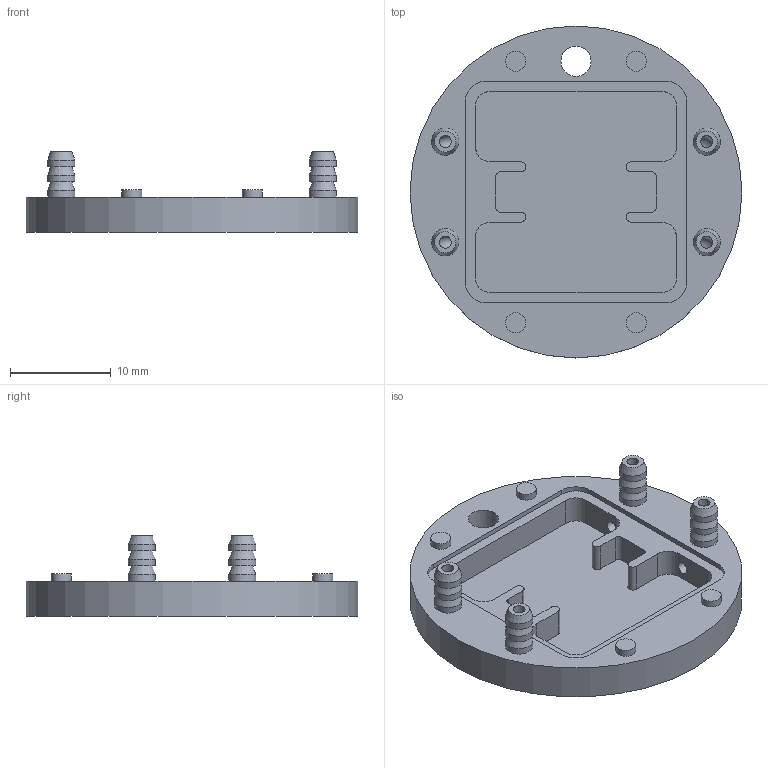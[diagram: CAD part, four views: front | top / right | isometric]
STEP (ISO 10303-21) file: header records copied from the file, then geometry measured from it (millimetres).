
FILE_DESCRIPTION(/* description */ (''),/* implementation_level */ '2;1');
FILE_NAME(/* name */ 'P6-well-chip-single.step',/* time_stamp */ '2023-09-05T11:02:37+02:00',/* author */ (''),/* organization */ (''),/* preprocessor_version */ 'ST-DEVELOPER v20',/* originating_system */ 'Autodesk Translation Framework v12.9.0.99',/* authorisation */ '');
FILE_SCHEMA (('AUTOMOTIVE_DESIGN { 1 0 10303 214 3 1 1 }'));
Length unit declared in the file: millimetre
Products named in the file (1): P6-well-chip
Bounding box: 33 x 33 x 8 mm (x, y, z)
Volume: 1780.6 mm3; surface area: 2722.6 mm2
Topology: 1 solids, 1 shells, 102 faces, 242 edges, 156 vertices
Faces by surface type: cylinder 46, plane 40, cone 12, torus 4
Full cylindrical faces by diameter (mm): 1.2 x8, 2 x4, 2.7 x12, 3 x1, 33 x1
Entity records: 3057 total; most frequent: DIRECTION 560, CARTESIAN_POINT 539, ORIENTED_EDGE 484, EDGE_CURVE 242, AXIS2_PLACEMENT_3D 219, VERTEX_POINT 156, EDGE_LOOP 126, LINE 122
